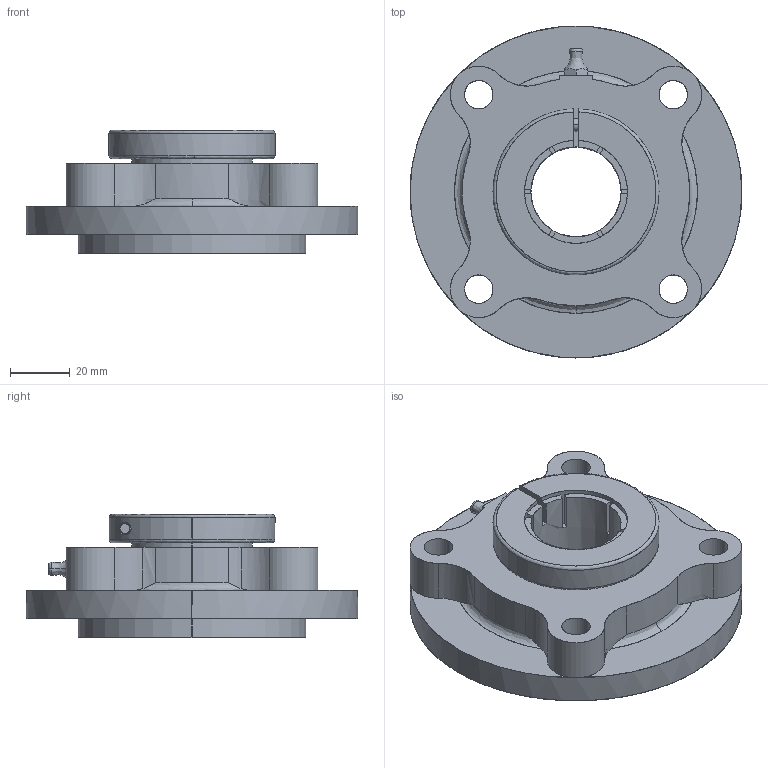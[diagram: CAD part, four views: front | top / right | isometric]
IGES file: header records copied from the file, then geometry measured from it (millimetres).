
Start section: SolidWorks IGES file using analytic representation for surfaces
Global section: file name: SFDEFAU04211123402895.igs; native system: SolidWorks 2011; preprocessor: SolidWorks 2011; author: partstream; date: 110421.112345; units: millimetre
Bounding box: 111.12 x 111.12 x 41.3 mm (x, y, z)
Surface area: 40487 mm2 (no closed solid volume)
Topology: 0 solids, 0 shells, 142 faces, 2876 edges, 2890 vertices
Faces by surface type: bspline 72, revolution 70
